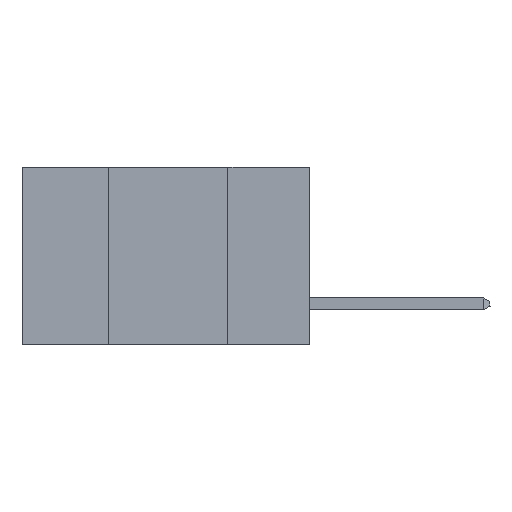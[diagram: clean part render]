
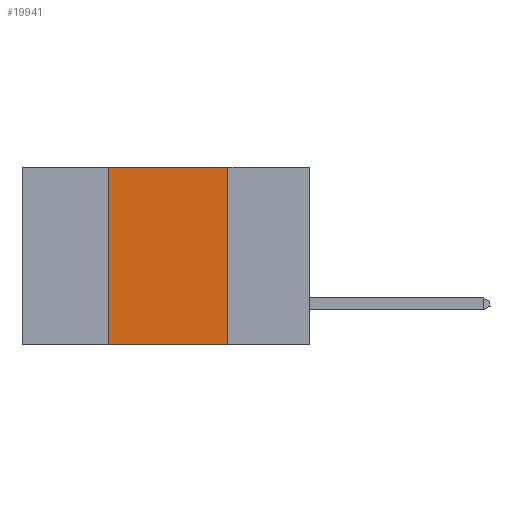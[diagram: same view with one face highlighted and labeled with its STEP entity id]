
A CAD part, left-side view. The second image highlights one B-rep face of the part: STEP entity #19941.
In plain terms, the highlighted planar face has unit normal (-1, 0, 0).
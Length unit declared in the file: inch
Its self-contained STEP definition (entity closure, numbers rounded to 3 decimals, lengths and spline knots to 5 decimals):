
#1191 = LINE ( 'NONE', #7313, #18730 ) ;
#1675 = DIRECTION ( 'NONE',  ( 0., 0., -1. ) ) ;
#2933 = CARTESIAN_POINT ( 'NONE',  ( 0., 0.17, 0. ) ) ;
#3131 = EDGE_CURVE ( 'NONE', #6139, #3504, #19840, .T. ) ;
#3144 = EDGE_LOOP ( 'NONE', ( #14254, #4081, #17300, #13444 ) ) ;
#3276 = FACE_OUTER_BOUND ( 'NONE', #3144, .T. ) ;
#3504 = VERTEX_POINT ( 'NONE', #11552 ) ;
#3560 = CARTESIAN_POINT ( 'NONE',  ( 0., 0.6, 0. ) ) ;
#3847 = CARTESIAN_POINT ( 'NONE',  ( 0., 0.17, 0. ) ) ;
#4027 = DIRECTION ( 'NONE',  ( 0., 0., 1. ) ) ;
#4033 = VERTEX_POINT ( 'NONE', #24024 ) ;
#4081 = ORIENTED_EDGE ( 'NONE', *, *, #6948, .F. ) ;
#4611 = EDGE_CURVE ( 'NONE', #6139, #4033, #21799, .T. ) ;
#5013 = CARTESIAN_POINT ( 'NONE',  ( 0., 0.42, -0.37 ) ) ;
#6139 = VERTEX_POINT ( 'NONE', #5013 ) ;
#6924 = CARTESIAN_POINT ( 'NONE',  ( 0., 0.6, -0.37 ) ) ;
#6948 = EDGE_CURVE ( 'NONE', #4033, #18645, #1191, .T. ) ;
#7313 = CARTESIAN_POINT ( 'NONE',  ( 0., 0.6, 0. ) ) ;
#9386 = CARTESIAN_POINT ( 'NONE',  ( 0., 0.42, 0. ) ) ;
#11183 = DIRECTION ( 'NONE',  ( 0., -1., 0. ) ) ;
#11357 = DIRECTION ( 'NONE',  ( 0., 0., -1. ) ) ;
#11552 = CARTESIAN_POINT ( 'NONE',  ( 0., 0.17, -0.37 ) ) ;
#12473 = EDGE_CURVE ( 'NONE', #18645, #3504, #15305, .T. ) ;
#13444 = ORIENTED_EDGE ( 'NONE', *, *, #3131, .T. ) ;
#14254 = ORIENTED_EDGE ( 'NONE', *, *, #12473, .F. ) ;
#15305 = LINE ( 'NONE', #3847, #23494 ) ;
#15364 = VECTOR ( 'NONE', #4027, 39.37008 ) ;
#17300 = ORIENTED_EDGE ( 'NONE', *, *, #4611, .F. ) ;
#18645 = VERTEX_POINT ( 'NONE', #2933 ) ;
#18730 = VECTOR ( 'NONE', #11183, 39.37008 ) ;
#19840 = LINE ( 'NONE', #6924, #22182 ) ;
#19941 = ADVANCED_FACE ( 'NONE', ( #3276 ), #21893, .F. ) ;
#20031 = DIRECTION ( 'NONE',  ( 0., -1., 0. ) ) ;
#21799 = LINE ( 'NONE', #9386, #15364 ) ;
#21893 = PLANE ( 'NONE',  #23536 ) ;
#22130 = DIRECTION ( 'NONE',  ( 1., 0., 0. ) ) ;
#22182 = VECTOR ( 'NONE', #20031, 39.37008 ) ;
#23494 = VECTOR ( 'NONE', #11357, 39.37008 ) ;
#23536 = AXIS2_PLACEMENT_3D ( 'NONE', #3560, #22130, #1675 ) ;
#24024 = CARTESIAN_POINT ( 'NONE',  ( 0., 0.42, 0. ) ) ;
